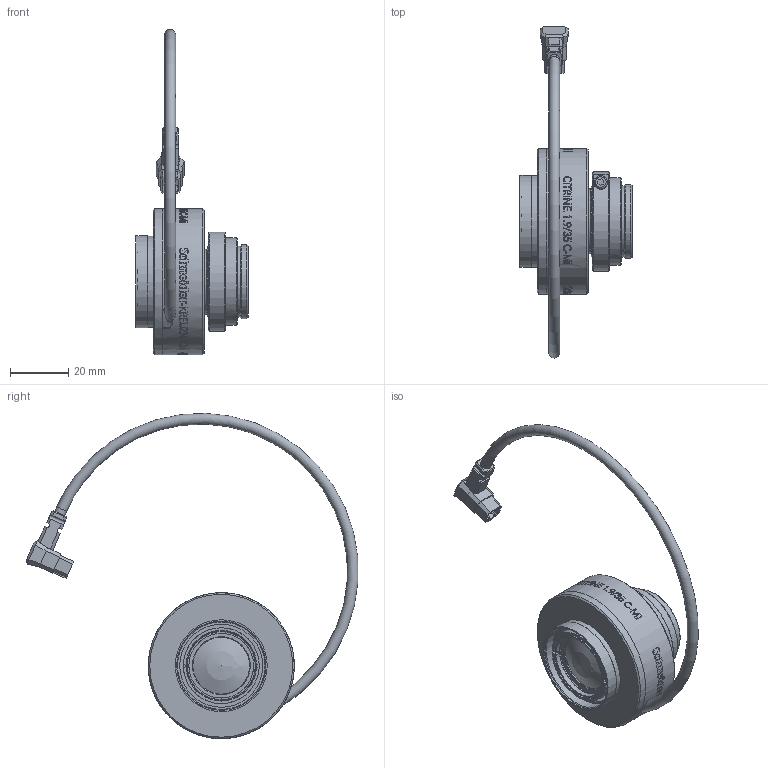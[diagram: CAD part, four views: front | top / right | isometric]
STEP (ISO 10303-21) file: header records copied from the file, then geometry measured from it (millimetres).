
FILE_DESCRIPTION(/* description */ (''),/* implementation_level */ '2;1');
FILE_NAME(/* name */ '1061453_00165499_001.stp',/* time_stamp */ '2021-10-20T08:35:59+02:00',/* author */ (''),/* organization */ (''),/* preprocessor_version */ 'ST-DEVELOPER v16',/* originating_system */ 'SIEMENS PLM Software NX 10.0',/* authorisation */ '');
FILE_SCHEMA (('AP203_CONFIGURATION_CONTROLLED_3D_DESIGN_OF_MECHANICAL_PARTS_AND_ASSEMBLIES_MIM_LF { 1 0 10303 403 2 1 2}'));
Length unit declared in the file: millimetre
Products named in the file (1): Froe32AC75C89iyr
Bounding box: 38.51 x 113.75 x 111.47 mm (x, y, z)
Volume: 46341.9 mm3; surface area: 20697.9 mm2
Topology: 1 solids, 13 shells, 595 faces, 1952 edges, 1509 vertices
Faces by surface type: plane 292, cylinder 228, cone 56, torus 13, sphere 6
Full cylindrical faces by diameter (mm): 0.5 x4, 0.8 x2, 1.1 x1, 1.7 x6, 1.8 x3, 1.9 x3, 2.5 x2, 2.7 x6, 2.8 x1, 3.7 x1, 4 x2, 4.5 x1, 10 x1, 11.5 x1, 14 x1, 18.1 x1, 19.5 x2, 20 x1, 22.2 x1, 22.3 x1, 22.5 x1, 23 x2, 23.3 x1, 24.2 x1, 24.4 x1, 25.305 x1, 25.4 x1, 26 x1, 28.5 x1, 30 x2
Entity records: 23411 total; most frequent: CARTESIAN_POINT 7468, ORIENTED_EDGE 3589, DIRECTION 2596, EDGE_CURVE 1797, VERTEX_POINT 1460, AXIS2_PLACEMENT_3D 962, EDGE_LOOP 877, B_SPLINE_CURVE_WITH_KNOTS 759
